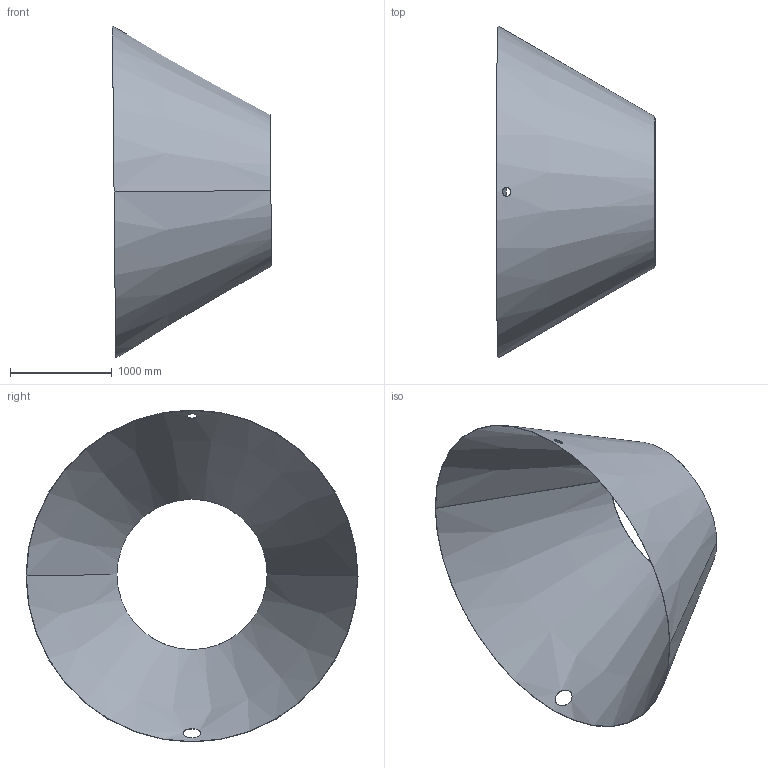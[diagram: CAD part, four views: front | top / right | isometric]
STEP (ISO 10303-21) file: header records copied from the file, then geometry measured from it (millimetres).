
FILE_DESCRIPTION(('CoCreate Modeling STEP Export'),'2;1');
FILE_NAME('s17.stp','2011-05-24T10:42:29',(''),(''),'CoCreate Modeling STEP processor for AP214 (Solid Model)','CoCreate Modeling 18.0P1120 20-Nov-2010 (C) Parametric Technology GmbH','');
FILE_SCHEMA(('AUTOMOTIVE_DESIGN { 1 0 10303 214 1 1 1 1 }'));
Length unit declared in the file: millimetre
Products named in the file (2): 306_CONE_CLADDING-OA2.PRT
Assembly tree (1 placements, depth 2):
  306_CONE_CLADDING-OA2.PRT
    306_CONE_CLADDING-OA2.PRT
Bounding box: 1561.6 x 3256 x 3255.84 mm (x, y, z)
Volume: 39484622.1 mm3; surface area: 26378090.3 mm2
Topology: 1 solids, 1 shells, 10 faces, 30 edges, 22 vertices
Faces by surface type: cone 6, cylinder 2, plane 2
Entity records: 558 total; most frequent: CARTESIAN_POINT 179, ORIENTED_EDGE 60, DIRECTION 40, EDGE_CURVE 30, VERTEX_POINT 22, AXIS2_PLACEMENT_3D 16, EDGE_LOOP 16, B_SPLINE_CURVE_WITH_KNOTS 14
